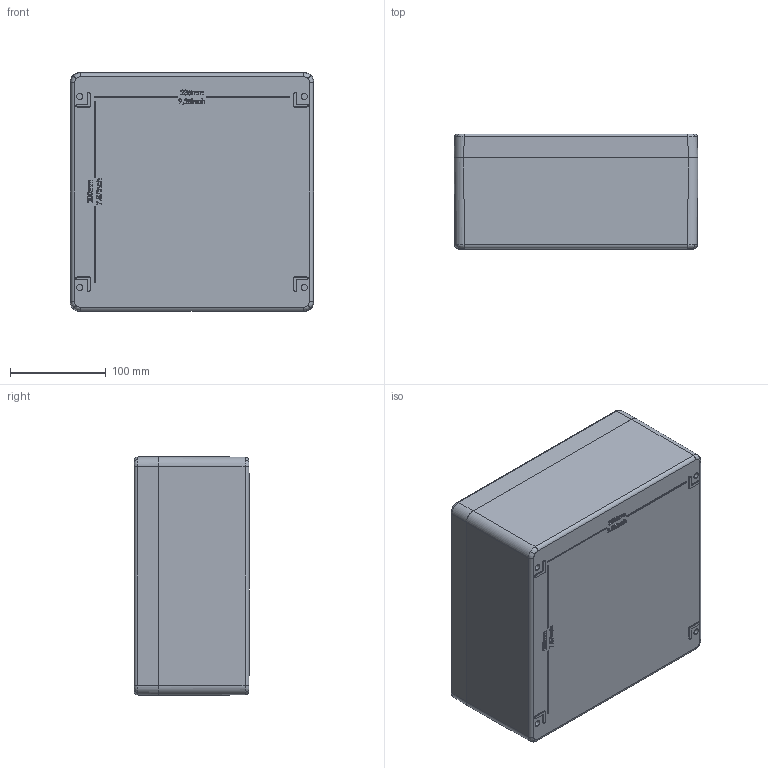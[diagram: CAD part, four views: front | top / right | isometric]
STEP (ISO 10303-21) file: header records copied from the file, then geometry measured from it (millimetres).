
FILE_DESCRIPTION (( 'STEP AP214' ), '1' );
FILE_NAME ('26252612.STEP', '2017-06-08T12:47:03', ( 'Macha' ), ( 'Hewlett-Packard Company' ), 'SwSTEP 2.0', 'SolidWorks 2015', '' );
FILE_SCHEMA (( 'AUTOMOTIVE_DESIGN' ));
Length unit declared in the file: millimetre
Products named in the file (9): 82015_950; 93136; 23141-Deckel; 23141-Unterteil; 86222; 86224; 26252612; 92684
Assembly tree (19 placements, depth 3):
  26252612
    23141-Unterteil
      23141-Unterteil
      86224  x4
      86222  x6
    23141-Deckel
    93136  x4
    82015_950
    92684
Bounding box: 255 x 121 x 250 mm (x, y, z)
Volume: 1534044.5 mm3; surface area: 510815.1 mm2
Topology: 18 solids, 18 shells, 1681 faces, 4182 edges, 2626 vertices
Faces by surface type: plane 731, bspline 368, cylinder 266, cone 208, torus 100, sphere 8
Entity records: 54594 total; most frequent: CARTESIAN_POINT 25324, ORIENTED_EDGE 6580, DIRECTION 5046, EDGE_CURVE 3290, VERTEX_POINT 2088, LINE 1794, VECTOR 1794, AXIS2_PLACEMENT_3D 1626
